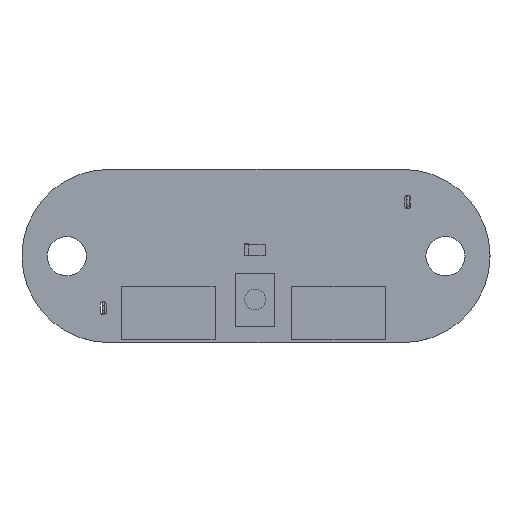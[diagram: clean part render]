
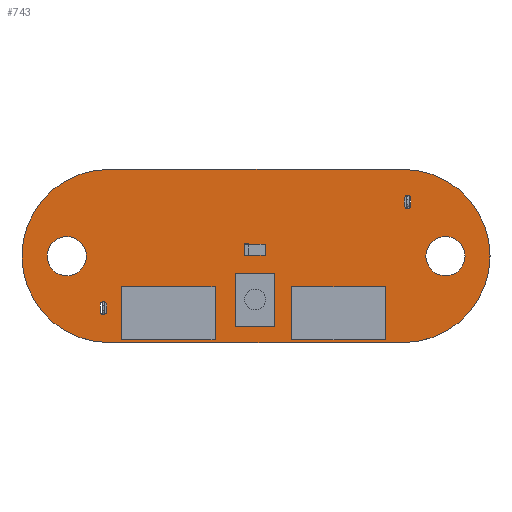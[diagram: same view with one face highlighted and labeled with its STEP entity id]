
A CAD part, top view. The second image highlights one B-rep face of the part: STEP entity #743.
In plain terms, the highlighted planar face has unit normal (0, 0, 1).
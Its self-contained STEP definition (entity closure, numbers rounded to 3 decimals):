
#72 = VERTEX_POINT('',#73);
#73 = CARTESIAN_POINT('',(13.391,4.137,-0.195)
  );
#91 = VERTEX_POINT('',#92);
#92 = CARTESIAN_POINT('',(10.391,4.137,-0.195)
  );
#98 = EDGE_CURVE('',#72,#91,#99,.T.);
#99 = CIRCLE('',#100,1.5);
#100 = AXIS2_PLACEMENT_3D('',#101,#102,#103);
#101 = CARTESIAN_POINT('',(11.891,4.137,-0.195
    ));
#102 = DIRECTION('',(0.,0.,1.));
#103 = DIRECTION('',(1.,0.,-0.));
#114 = VERTEX_POINT('',#115);
#115 = CARTESIAN_POINT('',(-15.609,4.137,-0.195
    ));
#133 = VERTEX_POINT('',#134);
#134 = CARTESIAN_POINT('',(-18.609,4.137,-0.195
    ));
#140 = EDGE_CURVE('',#114,#133,#141,.T.);
#141 = CIRCLE('',#142,1.5);
#142 = AXIS2_PLACEMENT_3D('',#143,#144,#145);
#143 = CARTESIAN_POINT('',(-17.109,4.137,-0.195
    ));
#144 = DIRECTION('',(0.,0.,1.));
#145 = DIRECTION('',(1.,0.,-0.));
#158 = VERTEX_POINT('',#159);
#159 = CARTESIAN_POINT('',(-13.909,-2.476,
    -0.195));
#165 = EDGE_CURVE('',#158,#166,#168,.T.);
#166 = VERTEX_POINT('',#167);
#167 = CARTESIAN_POINT('',(-13.91,10.778,-0.195
    ));
#168 = CIRCLE('',#169,6.627);
#169 = AXIS2_PLACEMENT_3D('',#170,#171,#172);
#170 = CARTESIAN_POINT('',(-13.909,4.151,-0.195
    ));
#171 = DIRECTION('',(0.,0.,-1.));
#172 = DIRECTION('',(0.,-1.,-0.));
#198 = EDGE_CURVE('',#166,#199,#201,.T.);
#199 = VERTEX_POINT('',#200);
#200 = CARTESIAN_POINT('',(-13.909,10.778,-0.195
    ));
#201 = LINE('',#202,#203);
#202 = CARTESIAN_POINT('',(-13.91,10.778,-0.195
    ));
#203 = VECTOR('',#204,1.);
#204 = DIRECTION('',(1.,0.,0.));
#229 = EDGE_CURVE('',#199,#230,#232,.T.);
#230 = VERTEX_POINT('',#231);
#231 = CARTESIAN_POINT('',(8.674,10.778,-0.195)
  );
#232 = LINE('',#233,#234);
#233 = CARTESIAN_POINT('',(-13.909,10.778,-0.195
    ));
#234 = VECTOR('',#235,1.);
#235 = DIRECTION('',(1.,0.,0.));
#260 = EDGE_CURVE('',#230,#261,#263,.T.);
#261 = VERTEX_POINT('',#262);
#262 = CARTESIAN_POINT('',(8.675,10.778,-0.195)
  );
#263 = LINE('',#264,#265);
#264 = CARTESIAN_POINT('',(8.674,10.778,-0.195)
  );
#265 = VECTOR('',#266,1.);
#266 = DIRECTION('',(1.,0.,0.));
#291 = EDGE_CURVE('',#261,#292,#294,.T.);
#292 = VERTEX_POINT('',#293);
#293 = CARTESIAN_POINT('',(8.674,-2.476,-0.195
    ));
#294 = CIRCLE('',#295,6.627);
#295 = AXIS2_PLACEMENT_3D('',#296,#297,#298);
#296 = CARTESIAN_POINT('',(8.674,4.151,-0.195)
  );
#297 = DIRECTION('',(0.,0.,-1.));
#298 = DIRECTION('',(0.,1.,0.));
#324 = EDGE_CURVE('',#292,#325,#327,.T.);
#325 = VERTEX_POINT('',#326);
#326 = CARTESIAN_POINT('',(8.672,-2.476,-0.195
    ));
#327 = LINE('',#328,#329);
#328 = CARTESIAN_POINT('',(8.674,-2.476,-0.195
    ));
#329 = VECTOR('',#330,1.);
#330 = DIRECTION('',(-1.,0.,0.));
#355 = EDGE_CURVE('',#325,#356,#358,.T.);
#356 = VERTEX_POINT('',#357);
#357 = CARTESIAN_POINT('',(-13.908,-2.476,-0.195
    ));
#358 = LINE('',#359,#360);
#359 = CARTESIAN_POINT('',(8.672,-2.476,-0.195
    ));
#360 = VECTOR('',#361,1.);
#361 = DIRECTION('',(-1.,0.,0.));
#386 = EDGE_CURVE('',#356,#158,#387,.T.);
#387 = LINE('',#388,#389);
#388 = CARTESIAN_POINT('',(-13.908,-2.476,-0.195
    ));
#389 = VECTOR('',#390,1.);
#390 = DIRECTION('',(-1.,0.,0.));
#419 = VERTEX_POINT('',#420);
#420 = CARTESIAN_POINT('',(-14.059,-0.099,
    -0.195));
#426 = EDGE_CURVE('',#427,#419,#429,.T.);
#427 = VERTEX_POINT('',#428);
#428 = CARTESIAN_POINT('',(-14.559,-0.099,
    -0.195));
#429 = CIRCLE('',#430,0.25);
#430 = AXIS2_PLACEMENT_3D('',#431,#432,#433);
#431 = CARTESIAN_POINT('',(-14.309,-0.099,
    -0.195));
#432 = DIRECTION('',(0.,0.,1.));
#433 = DIRECTION('',(-1.,0.,0.));
#452 = VERTEX_POINT('',#453);
#453 = CARTESIAN_POINT('',(-14.559,0.401,-0.195
    ));
#459 = EDGE_CURVE('',#452,#427,#460,.T.);
#460 = LINE('',#461,#462);
#461 = CARTESIAN_POINT('',(-14.559,0.401,-0.195
    ));
#462 = VECTOR('',#463,1.);
#463 = DIRECTION('',(0.,-1.,0.));
#490 = EDGE_CURVE('',#491,#452,#493,.T.);
#491 = VERTEX_POINT('',#492);
#492 = CARTESIAN_POINT('',(-14.059,0.401,-0.195
    ));
#493 = CIRCLE('',#494,0.25);
#494 = AXIS2_PLACEMENT_3D('',#495,#496,#497);
#495 = CARTESIAN_POINT('',(-14.309,0.401,-0.195
    ));
#496 = DIRECTION('',(0.,0.,1.));
#497 = DIRECTION('',(1.,0.,-0.));
#514 = EDGE_CURVE('',#419,#491,#515,.T.);
#515 = LINE('',#516,#517);
#516 = CARTESIAN_POINT('',(-14.059,-0.099,
    -0.195));
#517 = VECTOR('',#518,1.);
#518 = DIRECTION('',(0.,1.,0.));
#543 = EDGE_CURVE('',#133,#114,#544,.T.);
#544 = CIRCLE('',#545,1.5);
#545 = AXIS2_PLACEMENT_3D('',#546,#547,#548);
#546 = CARTESIAN_POINT('',(-17.109,4.137,-0.195
    ));
#547 = DIRECTION('',(0.,0.,1.));
#548 = DIRECTION('',(1.,0.,-0.));
#567 = EDGE_CURVE('',#91,#72,#568,.T.);
#568 = CIRCLE('',#569,1.5);
#569 = AXIS2_PLACEMENT_3D('',#570,#571,#572);
#570 = CARTESIAN_POINT('',(11.891,4.137,-0.195
    ));
#571 = DIRECTION('',(0.,0.,1.));
#572 = DIRECTION('',(1.,0.,-0.));
#595 = VERTEX_POINT('',#596);
#596 = CARTESIAN_POINT('',(9.241,8.031,-0.195)
  );
#602 = EDGE_CURVE('',#603,#595,#605,.T.);
#603 = VERTEX_POINT('',#604);
#604 = CARTESIAN_POINT('',(8.741,8.031,-0.195)
  );
#605 = CIRCLE('',#606,0.25);
#606 = AXIS2_PLACEMENT_3D('',#607,#608,#609);
#607 = CARTESIAN_POINT('',(8.991,8.031,-0.195)
  );
#608 = DIRECTION('',(0.,0.,1.));
#609 = DIRECTION('',(-1.,0.,0.));
#628 = VERTEX_POINT('',#629);
#629 = CARTESIAN_POINT('',(8.741,8.531,-0.195)
  );
#635 = EDGE_CURVE('',#628,#603,#636,.T.);
#636 = LINE('',#637,#638);
#637 = CARTESIAN_POINT('',(8.741,8.531,-0.195)
  );
#638 = VECTOR('',#639,1.);
#639 = DIRECTION('',(0.,-1.,0.));
#666 = EDGE_CURVE('',#667,#628,#669,.T.);
#667 = VERTEX_POINT('',#668);
#668 = CARTESIAN_POINT('',(9.241,8.531,-0.195)
  );
#669 = CIRCLE('',#670,0.25);
#670 = AXIS2_PLACEMENT_3D('',#671,#672,#673);
#671 = CARTESIAN_POINT('',(8.991,8.531,-0.195)
  );
#672 = DIRECTION('',(0.,0.,1.));
#673 = DIRECTION('',(1.,0.,-0.));
#690 = EDGE_CURVE('',#595,#667,#691,.T.);
#691 = LINE('',#692,#693);
#692 = CARTESIAN_POINT('',(9.241,8.031,-0.195)
  );
#693 = VECTOR('',#694,1.);
#694 = DIRECTION('',(0.,1.,0.));
#743 = ADVANCED_FACE('',(#744,#754,#760,#764,#768),#774,.T.);
#744 = FACE_BOUND('',#745,.T.);
#745 = EDGE_LOOP('',(#746,#747,#748,#749,#750,#751,#752,#753));
#746 = ORIENTED_EDGE('',*,*,#386,.F.);
#747 = ORIENTED_EDGE('',*,*,#355,.F.);
#748 = ORIENTED_EDGE('',*,*,#324,.F.);
#749 = ORIENTED_EDGE('',*,*,#291,.F.);
#750 = ORIENTED_EDGE('',*,*,#260,.F.);
#751 = ORIENTED_EDGE('',*,*,#229,.F.);
#752 = ORIENTED_EDGE('',*,*,#198,.F.);
#753 = ORIENTED_EDGE('',*,*,#165,.F.);
#754 = FACE_BOUND('',#755,.T.);
#755 = EDGE_LOOP('',(#756,#757,#758,#759));
#756 = ORIENTED_EDGE('',*,*,#426,.F.);
#757 = ORIENTED_EDGE('',*,*,#459,.F.);
#758 = ORIENTED_EDGE('',*,*,#490,.F.);
#759 = ORIENTED_EDGE('',*,*,#514,.F.);
#760 = FACE_BOUND('',#761,.T.);
#761 = EDGE_LOOP('',(#762,#763));
#762 = ORIENTED_EDGE('',*,*,#140,.F.);
#763 = ORIENTED_EDGE('',*,*,#543,.F.);
#764 = FACE_BOUND('',#765,.T.);
#765 = EDGE_LOOP('',(#766,#767));
#766 = ORIENTED_EDGE('',*,*,#98,.F.);
#767 = ORIENTED_EDGE('',*,*,#567,.F.);
#768 = FACE_BOUND('',#769,.T.);
#769 = EDGE_LOOP('',(#770,#771,#772,#773));
#770 = ORIENTED_EDGE('',*,*,#602,.F.);
#771 = ORIENTED_EDGE('',*,*,#635,.F.);
#772 = ORIENTED_EDGE('',*,*,#666,.F.);
#773 = ORIENTED_EDGE('',*,*,#690,.F.);
#774 = PLANE('',#775);
#775 = AXIS2_PLACEMENT_3D('',#776,#777,#778);
#776 = CARTESIAN_POINT('',(-13.909,-2.476,
    -0.195));
#777 = DIRECTION('',(0.,0.,1.));
#778 = DIRECTION('',(1.,0.,-0.));
